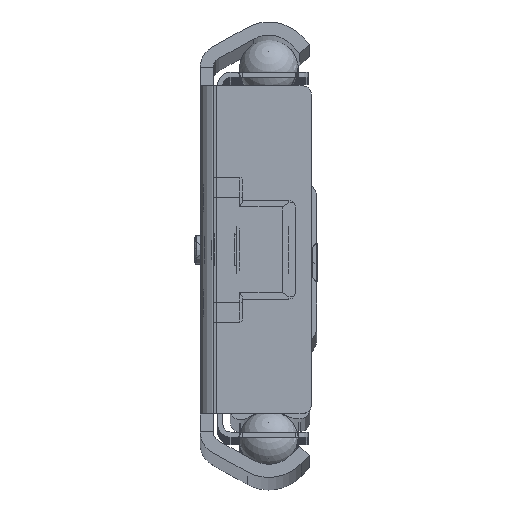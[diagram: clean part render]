
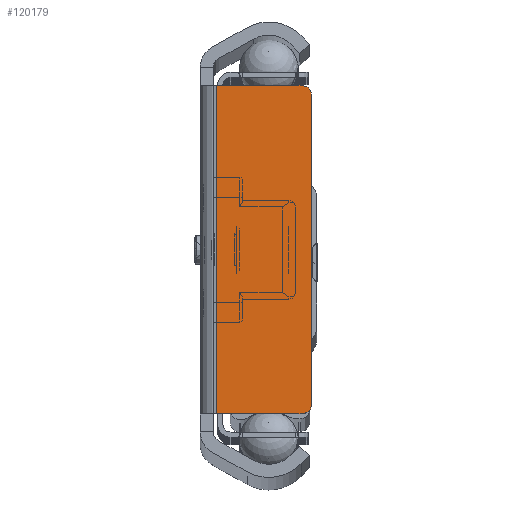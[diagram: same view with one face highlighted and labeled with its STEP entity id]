
A CAD part, top view. The second image highlights one B-rep face of the part: STEP entity #120179.
In plain terms, the highlighted planar face has unit normal (0, 0, 1).
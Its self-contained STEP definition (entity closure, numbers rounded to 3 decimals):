
#2822=PLANE('',#127183);
#8659=FACE_OUTER_BOUND('',#14730,.T.);
#14730=EDGE_LOOP('',(#81041,#81042,#81043,#81044,#81045,#81046));
#21299=LINE('',#180713,#31833);
#21305=LINE('',#180729,#31839);
#21326=LINE('',#180783,#31860);
#21327=LINE('',#180787,#31861);
#31833=VECTOR('',#141499,10.);
#31839=VECTOR('',#141515,10.);
#31860=VECTOR('',#141560,10.);
#31861=VECTOR('',#141567,1.38);
#42328=CIRCLE('',#127156,1.5);
#42331=CIRCLE('',#127162,1.5);
#48729=VERTEX_POINT('',#180700);
#48730=VERTEX_POINT('',#180701);
#48734=VERTEX_POINT('',#180711);
#48738=VERTEX_POINT('',#180723);
#48739=VERTEX_POINT('',#180727);
#48760=VERTEX_POINT('',#180782);
#61456=EDGE_CURVE('',#48729,#48730,#42328,.T.);
#61462=EDGE_CURVE('',#48734,#48729,#21299,.T.);
#61467=EDGE_CURVE('',#48738,#48734,#42331,.T.);
#61470=EDGE_CURVE('',#48739,#48738,#21305,.T.);
#61495=EDGE_CURVE('',#48739,#48760,#21326,.T.);
#61498=EDGE_CURVE('',#48730,#48760,#21327,.T.);
#81041=ORIENTED_EDGE('',*,*,#61456,.F.);
#81042=ORIENTED_EDGE('',*,*,#61462,.F.);
#81043=ORIENTED_EDGE('',*,*,#61467,.F.);
#81044=ORIENTED_EDGE('',*,*,#61470,.F.);
#81045=ORIENTED_EDGE('',*,*,#61495,.T.);
#81046=ORIENTED_EDGE('',*,*,#61498,.F.);
#120179=ADVANCED_FACE('',(#8659),#2822,.F.);
#127156=AXIS2_PLACEMENT_3D('',#180702,#141489,#141490);
#127162=AXIS2_PLACEMENT_3D('',#180724,#141509,#141510);
#127183=AXIS2_PLACEMENT_3D('',#180797,#141579,#141580);
#141489=DIRECTION('center_axis',(0.,0.,
-1.));
#141490=DIRECTION('ref_axis',(0.707,-0.707,0.));
#141499=DIRECTION('',(0.,-1.,0.));
#141509=DIRECTION('center_axis',(0.,0.,
-1.));
#141510=DIRECTION('ref_axis',(0.707,0.707,0.));
#141515=DIRECTION('',(1.,0.,0.));
#141560=DIRECTION('',(0.,-1.,0.));
#141567=DIRECTION('',(-1.,0.,0.));
#141579=DIRECTION('center_axis',(0.,0.,
-1.));
#141580=DIRECTION('ref_axis',(0.,1.,0.));
#180700=CARTESIAN_POINT('',(6.55,-23.5,1100.));
#180701=CARTESIAN_POINT('',(5.05,-25.,1100.));
#180702=CARTESIAN_POINT('Origin',(5.05,-23.5,1100.));
#180711=CARTESIAN_POINT('',(6.55,23.5,1100.));
#180713=CARTESIAN_POINT('',(6.55,25.,1100.));
#180723=CARTESIAN_POINT('',(5.05,25.,1100.));
#180724=CARTESIAN_POINT('Origin',(5.05,23.5,1100.));
#180727=CARTESIAN_POINT('',(-7.95,25.,1100.));
#180729=CARTESIAN_POINT('',(-7.95,25.,1100.));
#180782=CARTESIAN_POINT('',(-7.95,-25.,1100.));
#180783=CARTESIAN_POINT('',(-7.95,0.,1100.));
#180787=CARTESIAN_POINT('',(-12.286,-25.,1100.));
#180797=CARTESIAN_POINT('Origin',(-7.95,-25.,1100.));
